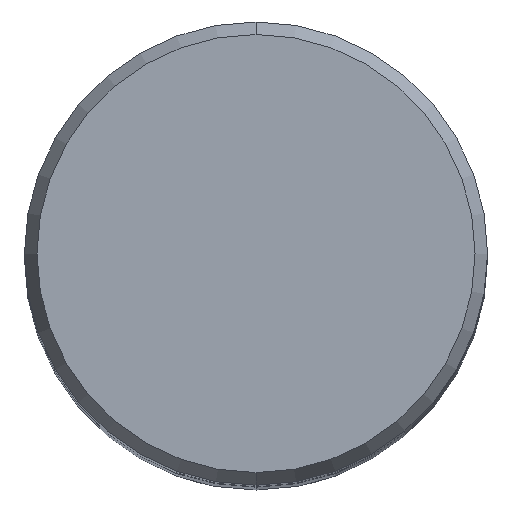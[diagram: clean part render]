
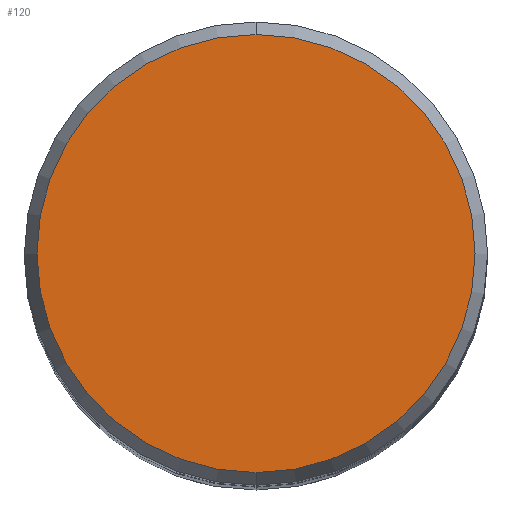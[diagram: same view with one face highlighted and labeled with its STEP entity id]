
A CAD part, top view. The second image highlights one B-rep face of the part: STEP entity #120.
In plain terms, the highlighted planar face has unit normal (0, 0, 1).
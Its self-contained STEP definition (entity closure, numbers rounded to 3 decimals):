
#120=ADVANCED_FACE('',(#250),#251,.T.);
#122=EDGE_CURVE('',#190,#134,#253,.T.);
#134=VERTEX_POINT('',#265);
#188=EDGE_CURVE('',#134,#190,#328,.T.);
#190=VERTEX_POINT('',#330);
#250=FACE_OUTER_BOUND('',#392,.T.);
#251=PLANE('',#393);
#253=CIRCLE('',#396,12.012);
#265=CARTESIAN_POINT('',(0.0,12.012,0.01));
#328=CIRCLE('',#489,12.012);
#330=CARTESIAN_POINT('',(0.,-12.012,0.01));
#392=EDGE_LOOP('',(#545,#546));
#393=AXIS2_PLACEMENT_3D('',#547,#548,#549);
#396=AXIS2_PLACEMENT_3D('',#550,#551,#552);
#489=AXIS2_PLACEMENT_3D('',#647,#648,#649);
#545=ORIENTED_EDGE('',*,*,#188,.F.);
#546=ORIENTED_EDGE('',*,*,#122,.F.);
#547=CARTESIAN_POINT('',(0.0,6.006,0.01));
#548=DIRECTION('',(-0.0,0.0,1.0));
#549=DIRECTION('',(0.0,-1.0,0.0));
#550=CARTESIAN_POINT('',(0.0,0.0,0.01));
#551=DIRECTION('',(0.0,0.0,-1.0));
#552=DIRECTION('',(0.0,1.0,0.0));
#647=CARTESIAN_POINT('',(0.0,0.0,0.01));
#648=DIRECTION('',(0.0,0.0,-1.0));
#649=DIRECTION('',(0.0,1.0,0.0));
